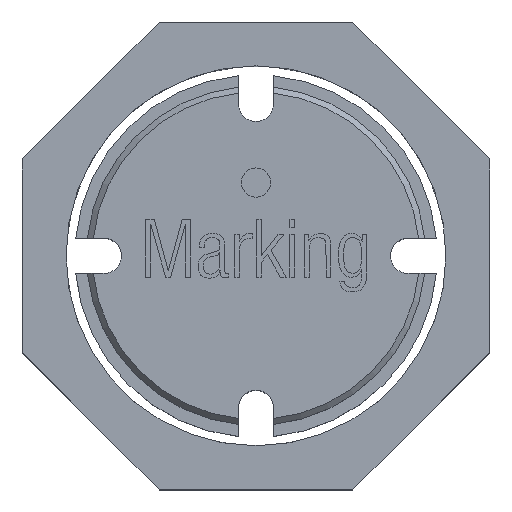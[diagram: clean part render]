
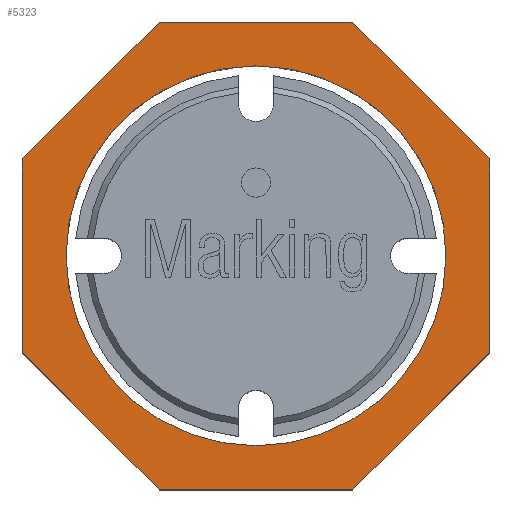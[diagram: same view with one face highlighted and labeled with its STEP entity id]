
A CAD part, top view. The second image highlights one B-rep face of the part: STEP entity #5323.
In plain terms, the highlighted planar face has unit normal (0, 0, 1).
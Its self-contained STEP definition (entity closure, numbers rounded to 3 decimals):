
#119=CIRCLE('',#5523,3.25);
#1286=ORIENTED_EDGE('',*,*,#1743,.T.);
#1287=ORIENTED_EDGE('',*,*,#1877,.T.);
#1288=ORIENTED_EDGE('',*,*,#1878,.T.);
#1289=ORIENTED_EDGE('',*,*,#1874,.T.);
#1290=ORIENTED_EDGE('',*,*,#1879,.T.);
#1291=ORIENTED_EDGE('',*,*,#1880,.T.);
#1292=ORIENTED_EDGE('',*,*,#1881,.T.);
#1293=ORIENTED_EDGE('',*,*,#1718,.T.);
#1294=ORIENTED_EDGE('',*,*,#1722,.T.);
#1718=EDGE_CURVE('',#2137,#2138,#2525,.T.);
#1722=EDGE_CURVE('',#2138,#2141,#2529,.T.);
#1743=EDGE_CURVE('',#2161,#2161,#119,.T.);
#1874=EDGE_CURVE('',#2222,#2223,#2585,.T.);
#1877=EDGE_CURVE('',#2141,#2224,#2588,.T.);
#1878=EDGE_CURVE('',#2224,#2222,#2589,.T.);
#1879=EDGE_CURVE('',#2223,#2225,#2590,.T.);
#1880=EDGE_CURVE('',#2225,#2226,#2591,.T.);
#1881=EDGE_CURVE('',#2226,#2137,#2592,.T.);
#2137=VERTEX_POINT('',#7880);
#2138=VERTEX_POINT('',#7881);
#2141=VERTEX_POINT('',#7889);
#2161=VERTEX_POINT('',#7935);
#2222=VERTEX_POINT('',#8263);
#2223=VERTEX_POINT('',#8264);
#2224=VERTEX_POINT('',#8269);
#2225=VERTEX_POINT('',#8272);
#2226=VERTEX_POINT('',#8274);
#2525=LINE('',#7879,#2897);
#2529=LINE('',#7888,#2901);
#2585=LINE('',#8262,#2957);
#2588=LINE('',#8268,#2960);
#2589=LINE('',#8270,#2961);
#2590=LINE('',#8271,#2962);
#2591=LINE('',#8273,#2963);
#2592=LINE('',#8275,#2964);
#2897=VECTOR('',#6308,1000.);
#2901=VECTOR('',#6314,1000.);
#2957=VECTOR('',#6652,1000.);
#2960=VECTOR('',#6657,1000.);
#2961=VECTOR('',#6658,1000.);
#2962=VECTOR('',#6659,1000.);
#2963=VECTOR('',#6660,1000.);
#2964=VECTOR('',#6661,1000.);
#3201=EDGE_LOOP('',(#1286));
#3202=EDGE_LOOP('',(#1287,#1288,#1289,#1290,#1291,#1292,#1293,#1294));
#3439=FACE_BOUND('',#3201,.T.);
#3440=FACE_BOUND('',#3202,.T.);
#3569=PLANE('',#5656);
#5323=ADVANCED_FACE('',(#3439,#3440),#3569,.T.);
#5523=AXIS2_PLACEMENT_3D('',#7934,#6348,#6349);
#5656=AXIS2_PLACEMENT_3D('',#8267,#6655,#6656);
#6308=DIRECTION('',(-0.707,0.707,0.));
#6314=DIRECTION('',(-1.,0.,0.));
#6348=DIRECTION('',(0.,0.,-1.));
#6349=DIRECTION('',(1.,0.,0.));
#6652=DIRECTION('',(0.707,-0.707,0.));
#6655=DIRECTION('',(0.,0.,1.));
#6656=DIRECTION('',(1.,0.,0.));
#6657=DIRECTION('',(-0.707,-0.707,0.));
#6658=DIRECTION('',(0.,-1.,0.));
#6659=DIRECTION('',(1.,0.,0.));
#6660=DIRECTION('',(0.707,0.707,0.));
#6661=DIRECTION('',(0.,1.,0.));
#7879=CARTESIAN_POINT('',(1.657,4.,4.1));
#7880=CARTESIAN_POINT('',(4.,1.657,4.1));
#7881=CARTESIAN_POINT('',(1.657,4.,4.1));
#7888=CARTESIAN_POINT('',(-1.657,4.,4.1));
#7889=CARTESIAN_POINT('',(-1.657,4.,4.1));
#7934=CARTESIAN_POINT('',(0.,0.,4.1));
#7935=CARTESIAN_POINT('',(3.25,0.,4.1));
#8262=CARTESIAN_POINT('',(-1.657,-4.,4.1));
#8263=CARTESIAN_POINT('',(-4.,-1.657,4.1));
#8264=CARTESIAN_POINT('',(-1.657,-4.,4.1));
#8267=CARTESIAN_POINT('',(-5.657,0.,4.1));
#8268=CARTESIAN_POINT('',(-4.,1.657,4.1));
#8269=CARTESIAN_POINT('',(-4.,1.657,4.1));
#8270=CARTESIAN_POINT('',(-4.,1.657,4.1));
#8271=CARTESIAN_POINT('',(-1.657,-4.,4.1));
#8272=CARTESIAN_POINT('',(1.657,-4.,4.1));
#8273=CARTESIAN_POINT('',(4.,-1.657,4.1));
#8274=CARTESIAN_POINT('',(4.,-1.657,4.1));
#8275=CARTESIAN_POINT('',(4.,1.657,4.1));
